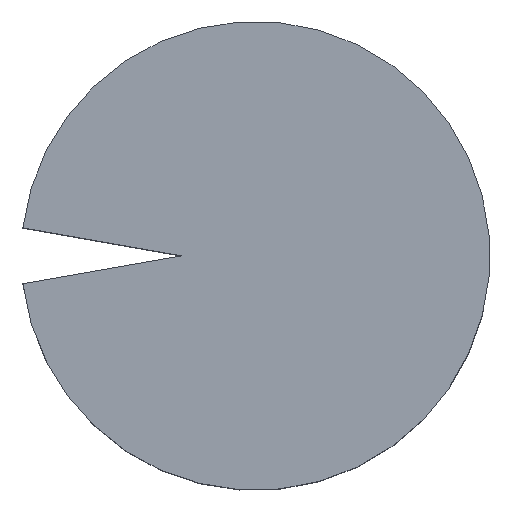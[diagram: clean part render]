
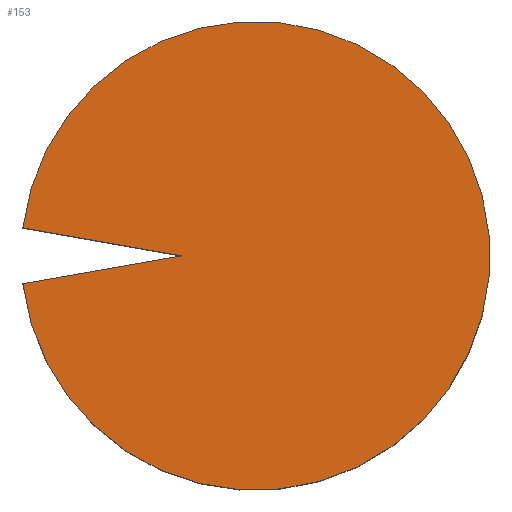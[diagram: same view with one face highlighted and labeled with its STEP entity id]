
A CAD part, top view. The second image highlights one B-rep face of the part: STEP entity #153.
In plain terms, the highlighted planar face has unit normal (0, 0, 1).
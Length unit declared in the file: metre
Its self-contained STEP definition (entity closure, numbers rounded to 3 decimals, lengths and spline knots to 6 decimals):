
#153=ADVANCED_FACE('',(#160),#161,.T.);
#160=FACE_OUTER_BOUND('',#171,.T.);
#161=PLANE('',#172);
#171=EDGE_LOOP('',(#181,#182,#183));
#172=AXIS2_PLACEMENT_3D('',#184,#185,#186);
#181=ORIENTED_EDGE('',*,*,#214,.F.);
#182=ORIENTED_EDGE('',*,*,#215,.T.);
#183=ORIENTED_EDGE('',*,*,#216,.F.);
#184=CARTESIAN_POINT('',(0.0175,0.0,0.015));
#185=DIRECTION('',(0.0,0.0,1.0));
#186=DIRECTION('',(1.0,0.0,0.0));
#214=EDGE_CURVE('',#223,#224,#225,.T.);
#215=EDGE_CURVE('',#223,#226,#227,.T.);
#216=EDGE_CURVE('',#224,#226,#228,.T.);
#223=VERTEX_POINT('',#238);
#224=VERTEX_POINT('',#239);
#225=LINE('',#240,#241);
#226=VERTEX_POINT('',#242);
#227=LINE('',#243,#244);
#228=CIRCLE('',#245,0.0175);
#238=CARTESIAN_POINT('',(0.0055,0.,0.015));
#239=CARTESIAN_POINT('',(0.017374,-0.002094,0.015));
#240=CARTESIAN_POINT('',(0.017138,-0.002052,0.015));
#241=VECTOR('',#260,1.0);
#242=CARTESIAN_POINT('',(0.017374,0.002094,0.015));
#243=CARTESIAN_POINT('',(0.017138,0.002052,0.015));
#244=VECTOR('',#261,1.0);
#245=AXIS2_PLACEMENT_3D('',#262,#263,#264);
#260=DIRECTION('',(0.985,-0.174,0.0));
#261=DIRECTION('',(0.985,0.174,0.0));
#262=CARTESIAN_POINT('',(0.0,0.0,0.015));
#263=DIRECTION('',(0.0,0.0,-1.0));
#264=DIRECTION('',(-1.0,0.0,0.0));
